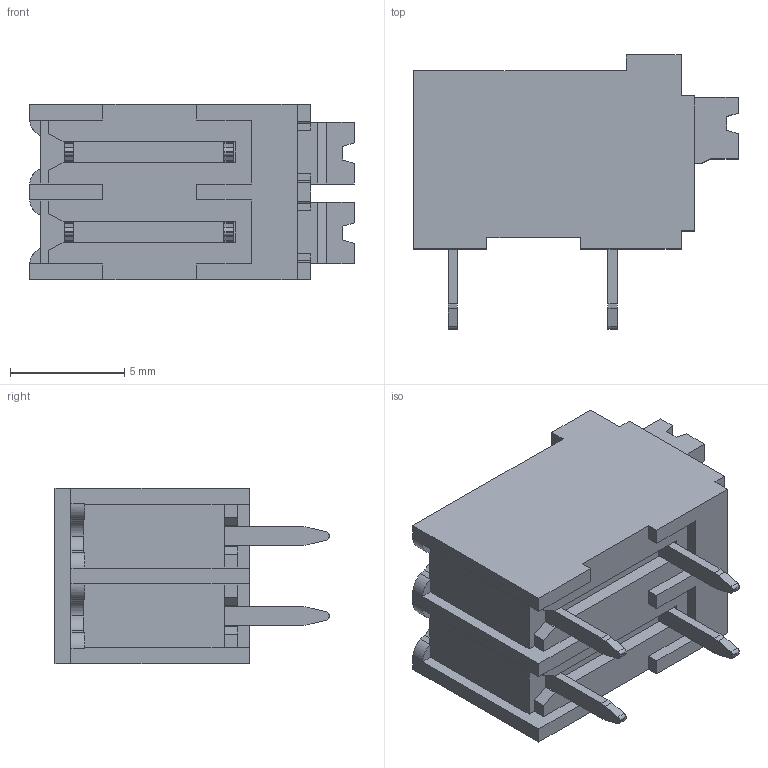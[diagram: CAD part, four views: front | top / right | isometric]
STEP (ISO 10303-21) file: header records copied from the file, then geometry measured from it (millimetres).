
FILE_DESCRIPTION (( 'STEP AP214' ), '1' );
FILE_NAME ('CUI_DEVICES_TBLH10-350-02BK.step', '2019-11-18T01:22:57', ( '' ), ( '' ), 'SwSTEP 2.0', 'SolidWorks 2019', '' );
FILE_SCHEMA (( 'AUTOMOTIVE_DESIGN' ));
Length unit declared in the file: millimetre
Products named in the file (1): CUI_DEVICES_TBLH10-350-02BK
Bounding box: 14.2 x 12 x 7.7 mm (x, y, z)
Volume: 686.5 mm3; surface area: 712.8 mm2
Topology: 5 solids, 5 shells, 220 faces, 624 edges, 412 vertices
Faces by surface type: plane 182, cylinder 34, bspline 4
Entity records: 8157 total; most frequent: CARTESIAN_POINT 1502, ORIENTED_EDGE 1248, DIRECTION 1099, EDGE_CURVE 624, LINE 489, VECTOR 489, VERTEX_POINT 412, AXIS2_PLACEMENT_3D 305
